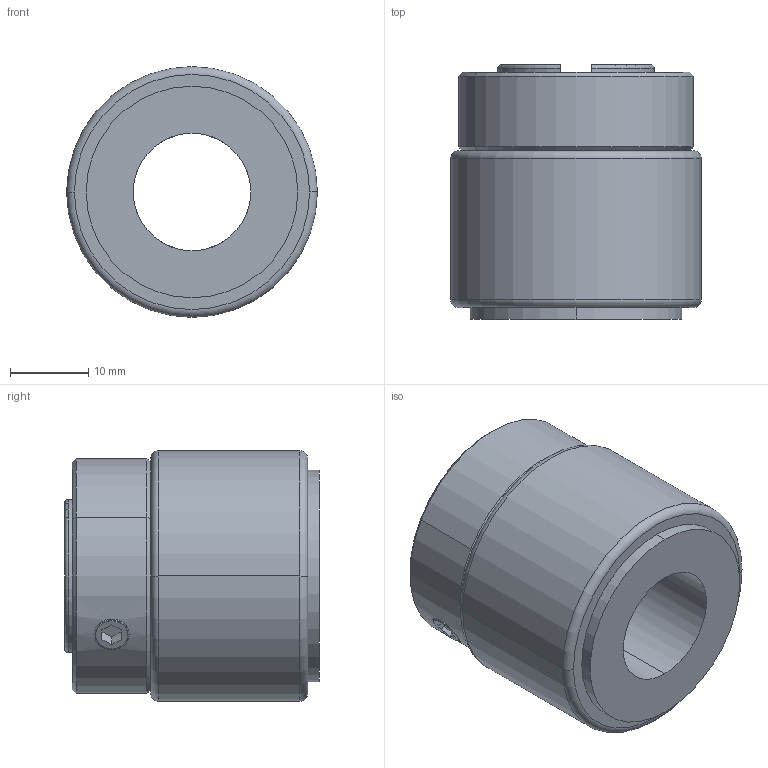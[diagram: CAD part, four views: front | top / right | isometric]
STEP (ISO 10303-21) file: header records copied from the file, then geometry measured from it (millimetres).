
FILE_DESCRIPTION (( 'STEP AP203' ), '1' );
FILE_NAME ('MAG-AM3220C-ID15.STEP', '2020-05-13T07:48:53', ( '' ), ( '' ), 'SwSTEP 2.0', 'SolidWorks 2019', '' );
FILE_SCHEMA (( 'CONFIG_CONTROL_DESIGN' ));
Length unit declared in the file: millimetre
Products named in the file (5): MAG-BSC-OD27-ID15-L32-5 磁性環襯套; hexagon socket set screw cup point_jis_JIS B 1177 Cup point M5 x 5 --S; MAG-AM3220C-ID15; MAG-RAL-OD30-ID20-L10-M5 鋁束環; MAG-3220-磁圈
Assembly tree (5 placements, depth 2):
  MAG-AM3220C-ID15
    MAG-BSC-OD27-ID15-L32-5 磁性環襯套
    MAG-3220-磁圈
    MAG-RAL-OD30-ID20-L10-M5 鋁束環
    hexagon socket set screw cup point_jis_JIS B 1177 Cup point M5 x 5 --S  x2
Bounding box: 32 x 32.5 x 32 mm (x, y, z)
Volume: 18172.2 mm3; surface area: 11378.6 mm2
Topology: 5 solids, 5 shells, 152 faces, 389 edges, 244 vertices
Faces by surface type: cone 68, cylinder 43, plane 35, torus 6
Entity records: 3942 total; most frequent: CARTESIAN_POINT 790, DIRECTION 595, ORIENTED_EDGE 526, EDGE_CURVE 263, AXIS2_PLACEMENT_3D 236, VERTEX_POINT 167, CIRCLE 124, VECTOR 123
